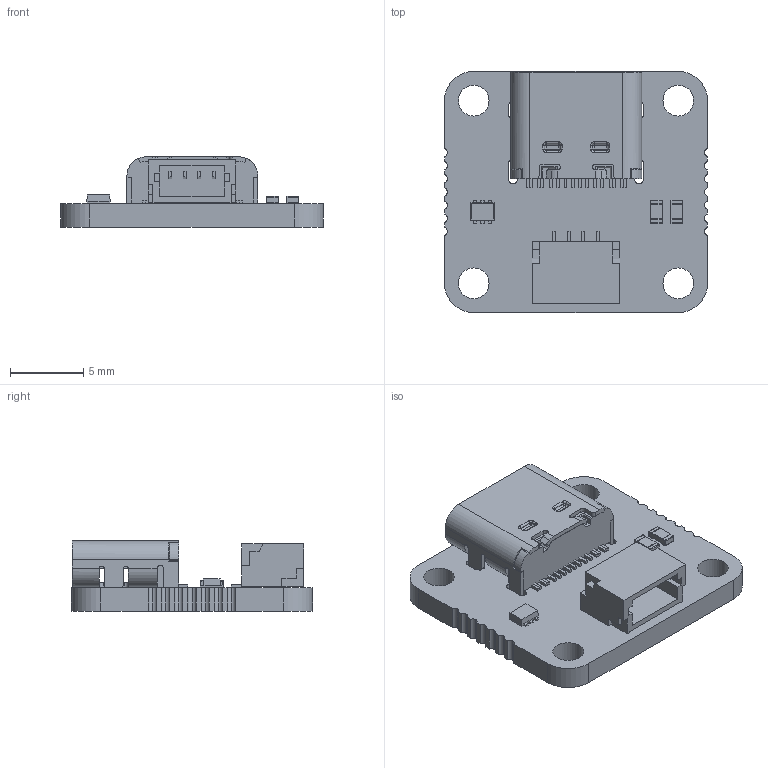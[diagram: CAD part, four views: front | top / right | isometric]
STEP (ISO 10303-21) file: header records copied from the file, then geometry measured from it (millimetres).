
FILE_DESCRIPTION(('KiCad electronic assembly'),'2;1');
FILE_NAME('U1.step','2022-10-20T00:58:19',('An Author'),('A Company'), 'Open CASCADE STEP processor 6.9','KiCad to STEP converter','Unknown' );
FILE_SCHEMA(('AUTOMOTIVE_DESIGN { 1 0 10303 214 1 1 1 1 }'));
Length unit declared in the file: millimetre
Products named in the file (10): Open CASCADE STEP translator 6.9 1; HRO_TYPE-C-31-M-12_colored; COMPOUND; R_0603_1608Metric; SOLID; SOT-666; SM04B-SRSS-TB.step.colored
Assembly tree (10 placements, depth 3):
  Open CASCADE STEP translator 6.9 1
    HRO_TYPE-C-31-M-12_colored
      COMPOUND
    R_0603_1608Metric  x2
      SOLID
    SOT-666
      SOLID
    SM04B-SRSS-TB.step.colored
      SOLID
    COMPOUND
Bounding box: 18 x 16.5 x 4.81 mm (x, y, z)
Volume: 584.4 mm3; surface area: 1438.3 mm2
Topology: 9 solids, 9 shells, 833 faces, 2131 edges, 1296 vertices
Faces by surface type: plane 517, cylinder 236, sphere 32, torus 28, bspline 14, cone 6
Full cylindrical faces by diameter (mm): 0.65 x2, 2.1 x4
Entity records: 52908 total; most frequent: CARTESIAN_POINT 10699, DIRECTION 7874, LINE 5122, VECTOR 5122, ORIENTED_EDGE 4062, PCURVE 4062, DEFINITIONAL_REPRESENTATION 4062, EDGE_CURVE 2031
